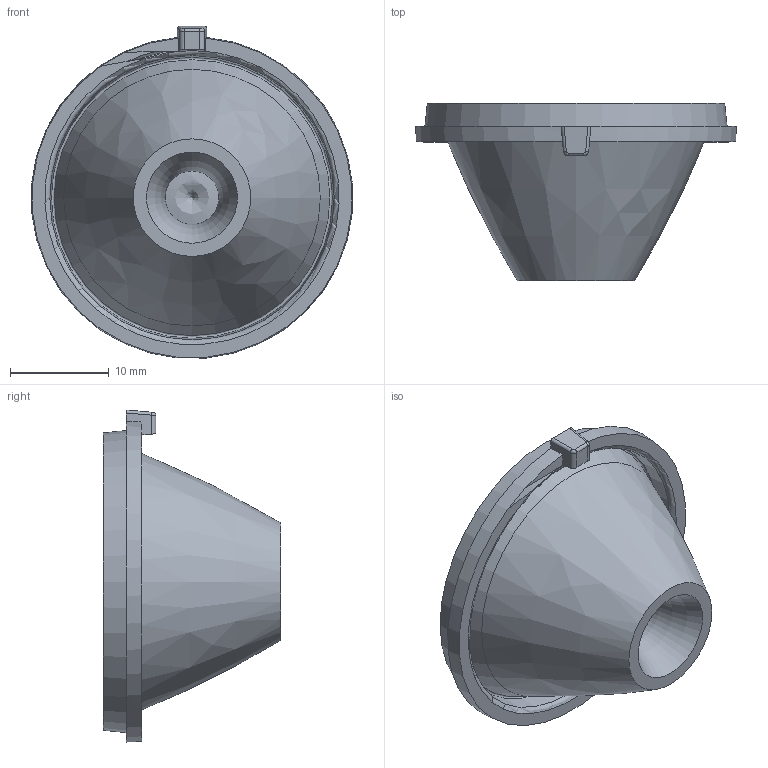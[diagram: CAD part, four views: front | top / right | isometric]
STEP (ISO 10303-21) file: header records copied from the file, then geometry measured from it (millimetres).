
FILE_DESCRIPTION(('STEP AP203'),'1');
FILE_NAME('201105_LLC25E-commercial.stp','2020-11-05T15:06:43',(' '),(' '),'Spatial InterOp 3D',' ',' ');
FILE_SCHEMA(('CONFIG_CONTROL_DESIGN'));
Length unit declared in the file: millimetre
Products named in the file (1): 201105_LLC25E-commercial
Bounding box: 32.52 x 17.95 x 33.66 mm (x, y, z)
Volume: 6246.6 mm3; surface area: 3014.5 mm2
Topology: 1 solids, 1 shells, 26 faces, 58 edges, 35 vertices
Faces by surface type: plane 7, cone 6, cylinder 5, bspline 5, torus 3
Entity records: 898 total; most frequent: CARTESIAN_POINT 311, DIRECTION 113, ORIENTED_EDGE 92, AXIS2_PLACEMENT_3D 49, EDGE_CURVE 46, EDGE_LOOP 37, VERTEX_POINT 35, FACE_OUTER_BOUND 30
